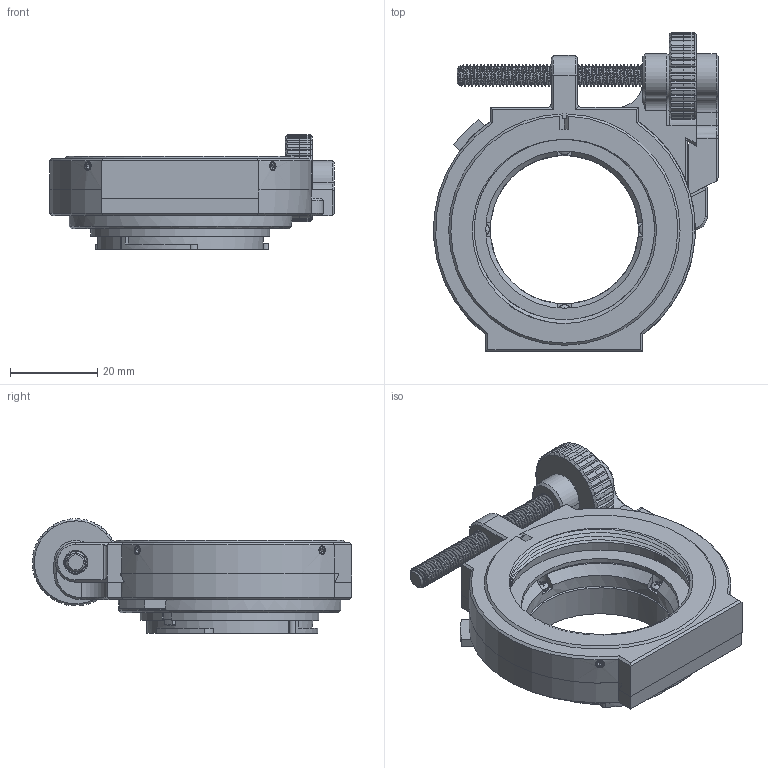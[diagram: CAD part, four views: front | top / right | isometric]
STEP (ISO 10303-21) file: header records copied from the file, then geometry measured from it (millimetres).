
FILE_DESCRIPTION(/* description */ (''),/* implementation_level */ '2;1');
FILE_NAME(/* name */ 'shiftAdapter_M42_PENF_assemblyMetric',/* time_stamp */ '2023-12-12T09:38:30-05:00',/* author */ ('George Moua'),/* organization */ ('Archive 663'),/* preprocessor_version */ 'ST-DEVELOPER v16.7',/* originating_system */ 'Solid Edge',/* authorisation */ 'Unknown');
FILE_SCHEMA (('AUTOMOTIVE_DESIGN {1 0 10303 214 3 1 1}'));
Products named in the file (13): shiftAdapter_PENF; shiftBaseMount_PENF; shiftBaseRotator_PENF; shiftBaseBottomPlate_PENF; shiftBaseBottomPlate_screwCap_PENF; shiftBaseScrewCap_Top_PENF; shiftBaseMountLock_Extended_PENF; shiftTopPlate_M42_PENF; mountBodyBase_Thread_M42; M2_setScrew_5mm; M5_hexHead_50mm; shiftBaseScrewCap_bottomMetric_PENF; M1.6_panHead_5mm
Assembly tree (19 placements, depth 2):
  shiftAdapter_PENF
    shiftBaseMount_PENF
    shiftBaseRotator_PENF
    shiftBaseBottomPlate_PENF
    shiftBaseBottomPlate_screwCap_PENF
    shiftBaseScrewCap_Top_PENF
    shiftBaseMountLock_Extended_PENF
    shiftTopPlate_M42_PENF
    mountBodyBase_Thread_M42
    M2_setScrew_5mm  x4
    M5_hexHead_50mm
    shiftBaseScrewCap_bottomMetric_PENF
    M1.6_panHead_5mm  x5
Bounding box: 65.21 x 73.25 x 26.27 mm (x, y, z)
Volume: 31036.5 mm3; surface area: 27785.6 mm2
Topology: 25 solids, 25 shells, 902 faces, 2394 edges, 1555 vertices
Faces by surface type: plane 571, cylinder 227, cone 55, bspline 25, sphere 13, torus 11
Full cylindrical faces by diameter (mm): 1.4 x5, 1.8 x5, 2 x4, 3.203 x5, 3.5 x1, 4.5 x1, 5 x1, 5.2 x1, 34 x2, 36 x1, 41.6 x1, 42 x1, 43 x1, 50.8 x2, 51 x2
Entity records: 47667 total; most frequent: CARTESIAN_POINT 29782, ORIENTED_EDGE 3698, DIRECTION 3524, EDGE_CURVE 1849, VERTEX_POINT 1225, AXIS2_PLACEMENT_3D 1193, LINE 1138, VECTOR 1138
